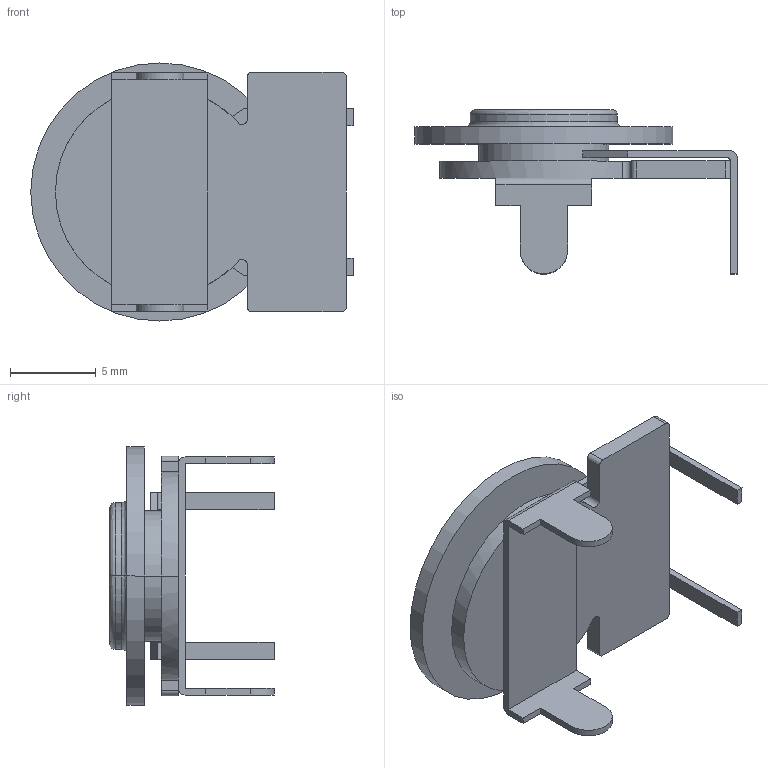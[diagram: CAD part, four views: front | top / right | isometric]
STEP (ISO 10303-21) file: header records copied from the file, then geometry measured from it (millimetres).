
FILE_DESCRIPTION (( 'STEP AP214' ), '1' );
FILE_NAME ('User Library-201UR501B.STEP', '2015-05-11T09:40:15', ( 'Windows User' ), ( '' ), 'SwSTEP 2.0', 'SolidWorks 2015', '' );
FILE_SCHEMA (( 'AUTOMOTIVE_DESIGN' ));
Length unit declared in the file: millimetre
Products named in the file (2): User Library-201UR501B_201UR501B Part; User Library-201UR501B
Assembly tree (1 placements, depth 2):
  User Library-201UR501B
    User Library-201UR501B_201UR501B Part
Bounding box: 18.84 x 9.6 x 15.08 mm (x, y, z)
Volume: 524.7 mm3; surface area: 1112.3 mm2
Topology: 2 solids, 2 shells, 80 faces, 209 edges, 134 vertices
Faces by surface type: plane 54, cylinder 22, bspline 4
Entity records: 3560 total; most frequent: CARTESIAN_POINT 609, DIRECTION 421, ORIENTED_EDGE 418, EDGE_CURVE 209, LINE 149, VECTOR 149, AXIS2_PLACEMENT_3D 136, VERTEX_POINT 134
